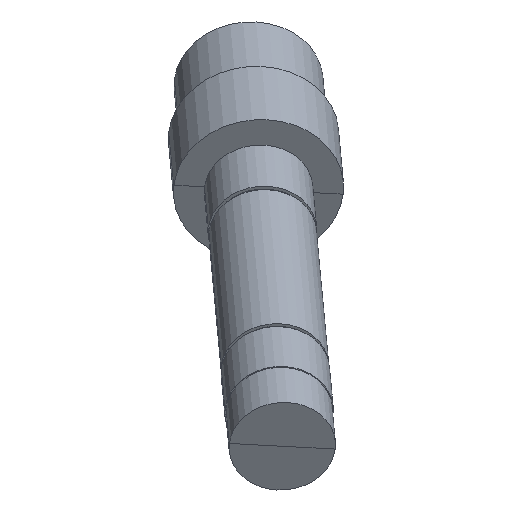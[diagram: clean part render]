
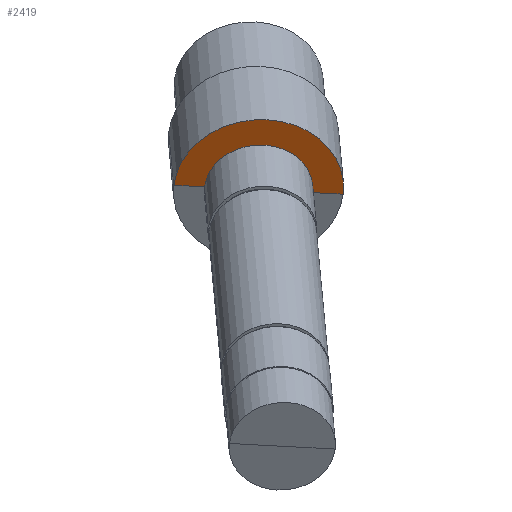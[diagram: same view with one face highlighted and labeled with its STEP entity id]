
A CAD part, left-side view. The second image highlights one B-rep face of the part: STEP entity #2419.
In plain terms, the highlighted planar face has unit normal (0.821, 0.053, 0.568).
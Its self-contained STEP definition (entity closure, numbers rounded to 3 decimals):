
#2067 = CYLINDRICAL_SURFACE('',#2068,20.);
#2068 = AXIS2_PLACEMENT_3D('',#2069,#2070,#2071);
#2069 = CARTESIAN_POINT('',(31.81,2.041,
    22.002));
#2070 = DIRECTION('',(-0.821,-0.053,-0.568
    ));
#2071 = DIRECTION('',(-0.1,0.994,0.053)
  );
#2182 = VERTEX_POINT('',#2183);
#2183 = CARTESIAN_POINT('',(15.384,-19.013,
    8.201));
#2249 = VERTEX_POINT('',#2250);
#2250 = CARTESIAN_POINT('',(11.376,20.73,
    10.309));
#2287 = PLANE('',#2288);
#2288 = AXIS2_PLACEMENT_3D('',#2289,#2290,#2291);
#2289 = CARTESIAN_POINT('',(19.008,1.863,1.025
    ));
#2290 = DIRECTION('',(-0.821,-0.053,-0.568
    ));
#2291 = DIRECTION('',(-0.562,-0.1,0.821));
#2369 = EDGE_CURVE('',#2182,#2249,#2370,.T.);
#2370 = SURFACE_CURVE('',#2371,(#2376,#2405),.PCURVE_S1.);
#2371 = CIRCLE('',#2372,20.);
#2372 = AXIS2_PLACEMENT_3D('',#2373,#2374,#2375);
#2373 = CARTESIAN_POINT('',(13.38,0.858,9.255)
  );
#2374 = DIRECTION('',(-0.821,-0.053,-0.568
    ));
#2375 = DIRECTION('',(0.1,-0.994,-0.053
    ));
#2376 = PCURVE('',#2067,#2377);
#2377 = DEFINITIONAL_REPRESENTATION('',(#2378),#2404);
#2378 = B_SPLINE_CURVE_WITH_KNOTS('',3,(#2379,#2380,#2381,#2382,#2383,
    #2384,#2385,#2386,#2387,#2388,#2389,#2390,#2391,#2392,#2393,#2394,
    #2395,#2396,#2397,#2398,#2399,#2400,#2401,#2402,#2403),
  .UNSPECIFIED.,.F.,.F.,(4,1,1,1,1,1,1,1,1,1,1,1,1,1,1,1,1,1,1,1,1,1,4),
  (0.,0.143,0.286,0.428,0.571,
    0.714,0.857,1.,1.142,
    1.285,1.428,1.571,1.714,
    1.856,1.999,2.142,2.285,
    2.428,2.57,2.713,2.856,
    2.999,3.142),.QUASI_UNIFORM_KNOTS.);
#2379 = CARTESIAN_POINT('',(3.142,22.44));
#2380 = CARTESIAN_POINT('',(3.189,22.44));
#2381 = CARTESIAN_POINT('',(3.284,22.44));
#2382 = CARTESIAN_POINT('',(3.427,22.44));
#2383 = CARTESIAN_POINT('',(3.57,22.44));
#2384 = CARTESIAN_POINT('',(3.713,22.44));
#2385 = CARTESIAN_POINT('',(3.856,22.44));
#2386 = CARTESIAN_POINT('',(3.998,22.44));
#2387 = CARTESIAN_POINT('',(4.141,22.44));
#2388 = CARTESIAN_POINT('',(4.284,22.44));
#2389 = CARTESIAN_POINT('',(4.427,22.44));
#2390 = CARTESIAN_POINT('',(4.57,22.44));
#2391 = CARTESIAN_POINT('',(4.712,22.44));
#2392 = CARTESIAN_POINT('',(4.855,22.44));
#2393 = CARTESIAN_POINT('',(4.998,22.44));
#2394 = CARTESIAN_POINT('',(5.141,22.44));
#2395 = CARTESIAN_POINT('',(5.284,22.44));
#2396 = CARTESIAN_POINT('',(5.426,22.44));
#2397 = CARTESIAN_POINT('',(5.569,22.44));
#2398 = CARTESIAN_POINT('',(5.712,22.44));
#2399 = CARTESIAN_POINT('',(5.855,22.44));
#2400 = CARTESIAN_POINT('',(5.998,22.44));
#2401 = CARTESIAN_POINT('',(6.14,22.44));
#2402 = CARTESIAN_POINT('',(6.236,22.44));
#2403 = CARTESIAN_POINT('',(6.283,22.44));
#2404 = ( GEOMETRIC_REPRESENTATION_CONTEXT(2) 
PARAMETRIC_REPRESENTATION_CONTEXT() REPRESENTATION_CONTEXT('2D SPACE',''
  ) );
#2405 = PCURVE('',#2406,#2411);
#2406 = PLANE('',#2407);
#2407 = AXIS2_PLACEMENT_3D('',#2408,#2409,#2410);
#2408 = CARTESIAN_POINT('',(7.752,-0.146,
    17.485));
#2409 = DIRECTION('',(-0.821,-0.053,-0.568
    ));
#2410 = DIRECTION('',(0.562,0.1,-0.821));
#2411 = DEFINITIONAL_REPRESENTATION('',(#2412),#2416);
#2412 = CIRCLE('',#2413,20.);
#2413 = AXIS2_PLACEMENT_2D('',#2414,#2415);
#2414 = CARTESIAN_POINT('',(10.021,0.));
#2415 = DIRECTION('',(0.,1.));
#2416 = ( GEOMETRIC_REPRESENTATION_CONTEXT(2) 
PARAMETRIC_REPRESENTATION_CONTEXT() REPRESENTATION_CONTEXT('2D SPACE',''
  ) );
#2419 = ADVANCED_FACE('',(#2420),#2406,.F.);
#2420 = FACE_BOUND('',#2421,.F.);
#2421 = EDGE_LOOP('',(#2422,#2445,#2500,#2521));
#2422 = ORIENTED_EDGE('',*,*,#2423,.T.);
#2423 = EDGE_CURVE('',#2249,#2424,#2426,.T.);
#2424 = VERTEX_POINT('',#2425);
#2425 = CARTESIAN_POINT('',(12.103,13.527,
    9.927));
#2426 = SURFACE_CURVE('',#2427,(#2431,#2438),.PCURVE_S1.);
#2427 = LINE('',#2428,#2429);
#2428 = CARTESIAN_POINT('',(11.376,20.73,
    10.309));
#2429 = VECTOR('',#2430,1.);
#2430 = DIRECTION('',(0.1,-0.994,-0.053)
  );
#2431 = PCURVE('',#2406,#2432);
#2432 = DEFINITIONAL_REPRESENTATION('',(#2433),#2437);
#2433 = LINE('',#2434,#2435);
#2434 = CARTESIAN_POINT('',(10.021,-20.));
#2435 = VECTOR('',#2436,1.);
#2436 = DIRECTION('',(0.,1.));
#2437 = ( GEOMETRIC_REPRESENTATION_CONTEXT(2) 
PARAMETRIC_REPRESENTATION_CONTEXT() REPRESENTATION_CONTEXT('2D SPACE',''
  ) );
#2438 = PCURVE('',#2287,#2439);
#2439 = DEFINITIONAL_REPRESENTATION('',(#2440),#2444);
#2440 = LINE('',#2441,#2442);
#2441 = CARTESIAN_POINT('',(10.021,20.));
#2442 = VECTOR('',#2443,1.);
#2443 = DIRECTION('',(0.,-1.));
#2444 = ( GEOMETRIC_REPRESENTATION_CONTEXT(2) 
PARAMETRIC_REPRESENTATION_CONTEXT() REPRESENTATION_CONTEXT('2D SPACE',''
  ) );
#2445 = ORIENTED_EDGE('',*,*,#2446,.T.);
#2446 = EDGE_CURVE('',#2424,#2447,#2449,.T.);
#2447 = VERTEX_POINT('',#2448);
#2448 = CARTESIAN_POINT('',(14.658,-11.81,
    8.583));
#2449 = SURFACE_CURVE('',#2450,(#2455,#2466),.PCURVE_S1.);
#2450 = CIRCLE('',#2451,12.75);
#2451 = AXIS2_PLACEMENT_3D('',#2452,#2453,#2454);
#2452 = CARTESIAN_POINT('',(13.38,0.858,9.255)
  );
#2453 = DIRECTION('',(0.821,0.053,0.568));
#2454 = DIRECTION('',(-0.1,0.994,0.053)
  );
#2455 = PCURVE('',#2406,#2456);
#2456 = DEFINITIONAL_REPRESENTATION('',(#2457),#2465);
#2457 = ( BOUNDED_CURVE() B_SPLINE_CURVE(2,(#2458,#2459,#2460,#2461,
#2462,#2463,#2464),.UNSPECIFIED.,.F.,.F.) B_SPLINE_CURVE_WITH_KNOTS((1,2
    ,2,2,2,1),(-2.094,0.,2.094,4.189,
6.283,8.378),.UNSPECIFIED.) CURVE() 
GEOMETRIC_REPRESENTATION_ITEM() RATIONAL_B_SPLINE_CURVE((1.,0.5,1.,0.5,
1.,0.5,1.)) REPRESENTATION_ITEM('') );
#2458 = CARTESIAN_POINT('',(10.021,-12.75));
#2459 = CARTESIAN_POINT('',(-12.063,-12.75));
#2460 = CARTESIAN_POINT('',(-1.021,6.375));
#2461 = CARTESIAN_POINT('',(10.021,25.5));
#2462 = CARTESIAN_POINT('',(21.063,6.375));
#2463 = CARTESIAN_POINT('',(32.104,-12.75));
#2464 = CARTESIAN_POINT('',(10.021,-12.75));
#2465 = ( GEOMETRIC_REPRESENTATION_CONTEXT(2) 
PARAMETRIC_REPRESENTATION_CONTEXT() REPRESENTATION_CONTEXT('2D SPACE',''
  ) );
#2466 = PCURVE('',#2467,#2472);
#2467 = CYLINDRICAL_SURFACE('',#2468,12.75);
#2468 = AXIS2_PLACEMENT_3D('',#2469,#2470,#2471);
#2469 = CARTESIAN_POINT('',(13.659,0.876,9.448
    ));
#2470 = DIRECTION('',(-0.821,-0.053,-0.568
    ));
#2471 = DIRECTION('',(-0.1,0.994,0.053)
  );
#2472 = DEFINITIONAL_REPRESENTATION('',(#2473),#2499);
#2473 = B_SPLINE_CURVE_WITH_KNOTS('',3,(#2474,#2475,#2476,#2477,#2478,
    #2479,#2480,#2481,#2482,#2483,#2484,#2485,#2486,#2487,#2488,#2489,
    #2490,#2491,#2492,#2493,#2494,#2495,#2496,#2497,#2498),
  .UNSPECIFIED.,.F.,.F.,(4,1,1,1,1,1,1,1,1,1,1,1,1,1,1,1,1,1,1,1,1,1,4),
  (0.,0.143,0.286,0.428,0.571,
    0.714,0.857,1.,1.142,
    1.285,1.428,1.571,1.714,
    1.856,1.999,2.142,2.285,
    2.428,2.57,2.713,2.856,
    2.999,3.142),.QUASI_UNIFORM_KNOTS.);
#2474 = CARTESIAN_POINT('',(6.283,0.34));
#2475 = CARTESIAN_POINT('',(6.236,0.34));
#2476 = CARTESIAN_POINT('',(6.14,0.34));
#2477 = CARTESIAN_POINT('',(5.998,0.34));
#2478 = CARTESIAN_POINT('',(5.855,0.34));
#2479 = CARTESIAN_POINT('',(5.712,0.34));
#2480 = CARTESIAN_POINT('',(5.569,0.34));
#2481 = CARTESIAN_POINT('',(5.426,0.34));
#2482 = CARTESIAN_POINT('',(5.284,0.34));
#2483 = CARTESIAN_POINT('',(5.141,0.34));
#2484 = CARTESIAN_POINT('',(4.998,0.34));
#2485 = CARTESIAN_POINT('',(4.855,0.34));
#2486 = CARTESIAN_POINT('',(4.712,0.34));
#2487 = CARTESIAN_POINT('',(4.57,0.34));
#2488 = CARTESIAN_POINT('',(4.427,0.34));
#2489 = CARTESIAN_POINT('',(4.284,0.34));
#2490 = CARTESIAN_POINT('',(4.141,0.34));
#2491 = CARTESIAN_POINT('',(3.998,0.34));
#2492 = CARTESIAN_POINT('',(3.856,0.34));
#2493 = CARTESIAN_POINT('',(3.713,0.34));
#2494 = CARTESIAN_POINT('',(3.57,0.34));
#2495 = CARTESIAN_POINT('',(3.427,0.34));
#2496 = CARTESIAN_POINT('',(3.284,0.34));
#2497 = CARTESIAN_POINT('',(3.189,0.34));
#2498 = CARTESIAN_POINT('',(3.142,0.34));
#2499 = ( GEOMETRIC_REPRESENTATION_CONTEXT(2) 
PARAMETRIC_REPRESENTATION_CONTEXT() REPRESENTATION_CONTEXT('2D SPACE',''
  ) );
#2500 = ORIENTED_EDGE('',*,*,#2501,.T.);
#2501 = EDGE_CURVE('',#2447,#2182,#2502,.T.);
#2502 = SURFACE_CURVE('',#2503,(#2507,#2514),.PCURVE_S1.);
#2503 = LINE('',#2504,#2505);
#2504 = CARTESIAN_POINT('',(14.658,-11.81,
    8.583));
#2505 = VECTOR('',#2506,1.);
#2506 = DIRECTION('',(0.1,-0.994,-0.053)
  );
#2507 = PCURVE('',#2406,#2508);
#2508 = DEFINITIONAL_REPRESENTATION('',(#2509),#2513);
#2509 = LINE('',#2510,#2511);
#2510 = CARTESIAN_POINT('',(10.021,12.75));
#2511 = VECTOR('',#2512,1.);
#2512 = DIRECTION('',(0.,1.));
#2513 = ( GEOMETRIC_REPRESENTATION_CONTEXT(2) 
PARAMETRIC_REPRESENTATION_CONTEXT() REPRESENTATION_CONTEXT('2D SPACE',''
  ) );
#2514 = PCURVE('',#2287,#2515);
#2515 = DEFINITIONAL_REPRESENTATION('',(#2516),#2520);
#2516 = LINE('',#2517,#2518);
#2517 = CARTESIAN_POINT('',(10.021,-12.75));
#2518 = VECTOR('',#2519,1.);
#2519 = DIRECTION('',(0.,-1.));
#2520 = ( GEOMETRIC_REPRESENTATION_CONTEXT(2) 
PARAMETRIC_REPRESENTATION_CONTEXT() REPRESENTATION_CONTEXT('2D SPACE',''
  ) );
#2521 = ORIENTED_EDGE('',*,*,#2369,.T.);
